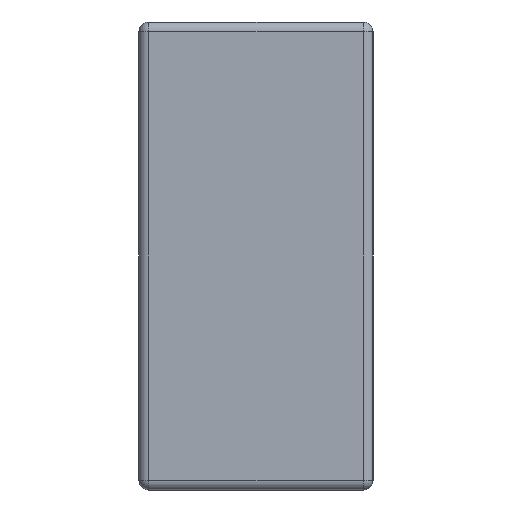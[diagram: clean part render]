
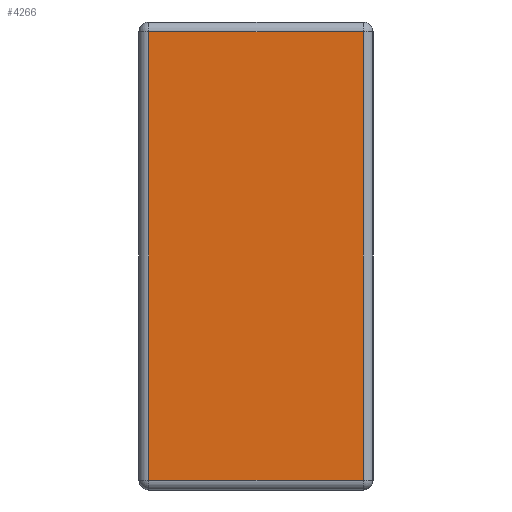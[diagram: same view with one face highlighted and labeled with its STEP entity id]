
A CAD part, left-side view. The second image highlights one B-rep face of the part: STEP entity #4266.
In plain terms, the highlighted planar face has unit normal (-1, 0, 0).
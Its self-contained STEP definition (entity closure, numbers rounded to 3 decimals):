
#63 = LINE ( 'NONE', #4161, #4127 ) ;
#65 = VERTEX_POINT ( 'NONE', #2575 ) ;
#126 = VECTOR ( 'NONE', #2132, 1000. ) ;
#411 = EDGE_LOOP ( 'NONE', ( #1482, #4424, #3500, #2183 ) ) ;
#847 = EDGE_CURVE ( 'NONE', #1546, #3681, #1330, .T. ) ;
#983 = DIRECTION ( 'NONE',  ( 0., -1., 0. ) ) ;
#991 = EDGE_CURVE ( 'NONE', #65, #1546, #1214, .T. ) ;
#1184 = CARTESIAN_POINT ( 'NONE',  ( 0., 0.863, -0.037 ) ) ;
#1214 = LINE ( 'NONE', #4292, #126 ) ;
#1330 = LINE ( 'NONE', #4252, #2045 ) ;
#1331 = CARTESIAN_POINT ( 'NONE',  ( 0., 0., -1.763 ) ) ;
#1369 = DIRECTION ( 'NONE',  ( 0., 1., 0. ) ) ;
#1482 = ORIENTED_EDGE ( 'NONE', *, *, #1538, .T. ) ;
#1538 = EDGE_CURVE ( 'NONE', #3163, #65, #2706, .T. ) ;
#1546 = VERTEX_POINT ( 'NONE', #3436 ) ;
#1639 = CARTESIAN_POINT ( 'NONE',  ( 0., 0.863, -1.763 ) ) ;
#1647 = DIRECTION ( 'NONE',  ( 0., 0., 1. ) ) ;
#1694 = FACE_OUTER_BOUND ( 'NONE', #411, .T. ) ;
#2045 = VECTOR ( 'NONE', #1369, 1000. ) ;
#2132 = DIRECTION ( 'NONE',  ( 0., 0., 1. ) ) ;
#2183 = ORIENTED_EDGE ( 'NONE', *, *, #3203, .T. ) ;
#2254 = VECTOR ( 'NONE', #983, 1000. ) ;
#2337 = DIRECTION ( 'NONE',  ( 0., 0., -1. ) ) ;
#2575 = CARTESIAN_POINT ( 'NONE',  ( 0., 0.037, -1.763 ) ) ;
#2706 = LINE ( 'NONE', #1331, #2254 ) ;
#3081 = PLANE ( 'NONE',  #4519 ) ;
#3163 = VERTEX_POINT ( 'NONE', #1639 ) ;
#3203 = EDGE_CURVE ( 'NONE', #3681, #3163, #63, .T. ) ;
#3436 = CARTESIAN_POINT ( 'NONE',  ( 0., 0.037, -0.037 ) ) ;
#3500 = ORIENTED_EDGE ( 'NONE', *, *, #847, .T. ) ;
#3681 = VERTEX_POINT ( 'NONE', #1184 ) ;
#4127 = VECTOR ( 'NONE', #2337, 1000. ) ;
#4161 = CARTESIAN_POINT ( 'NONE',  ( 0., 0.863, -1.8 ) ) ;
#4168 = DIRECTION ( 'NONE',  ( -1., 0., 0. ) ) ;
#4252 = CARTESIAN_POINT ( 'NONE',  ( 0., 0.9, -0.037 ) ) ;
#4266 = ADVANCED_FACE ( 'NONE', ( #1694 ), #3081, .T. ) ;
#4292 = CARTESIAN_POINT ( 'NONE',  ( 0., 0.037, 0. ) ) ;
#4424 = ORIENTED_EDGE ( 'NONE', *, *, #991, .T. ) ;
#4519 = AXIS2_PLACEMENT_3D ( 'NONE', #4524, #4168, #1647 ) ;
#4524 = CARTESIAN_POINT ( 'NONE',  ( 0., 0., 0. ) ) ;
